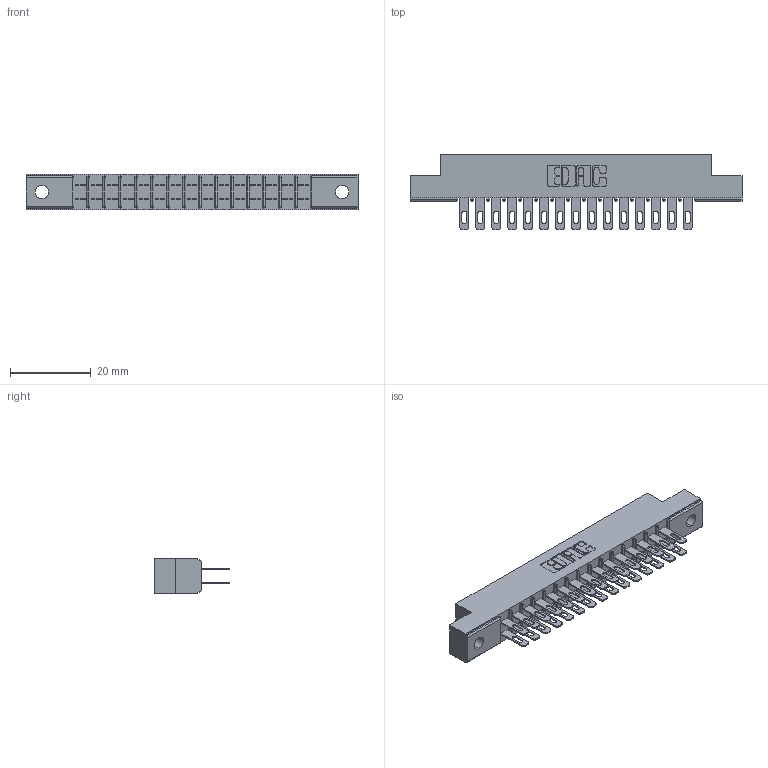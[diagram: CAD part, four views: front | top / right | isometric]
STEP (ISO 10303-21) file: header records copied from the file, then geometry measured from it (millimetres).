
FILE_DESCRIPTION (( 'STEP AP203' ), '1' );
FILE_NAME ('355-030-500-502.STEP', '2019-09-11T06:51:23', ( '' ), ( '' ), 'SwSTEP 2.0', 'SolidWorks 2016', '' );
FILE_SCHEMA (( 'CONFIG_CONTROL_DESIGN' ));
Length unit declared in the file: inch
Products named in the file (3): 305-290-001_500; 355-030-500-502; 305 Part_.128 Dia
Assembly tree (31 placements, depth 2):
  355-030-500-502
    305 Part_.128 Dia
    305-290-001_500  x30
Bounding box: 82.45 x 18.85 x 8.71 mm (x, y, z)
Volume: 5024.3 mm3; surface area: 9832.9 mm2
Topology: 31 solids, 31 shells, 1616 faces, 4621 edges, 2998 vertices
Faces by surface type: plane 908, cylinder 648, sphere 60
Entity records: 19552 total; most frequent: CARTESIAN_POINT 3235, ORIENTED_EDGE 3206, DIRECTION 3153, EDGE_CURVE 1603, LINE 1265, VECTOR 1265, VERTEX_POINT 1026, AXIS2_PLACEMENT_3D 944
